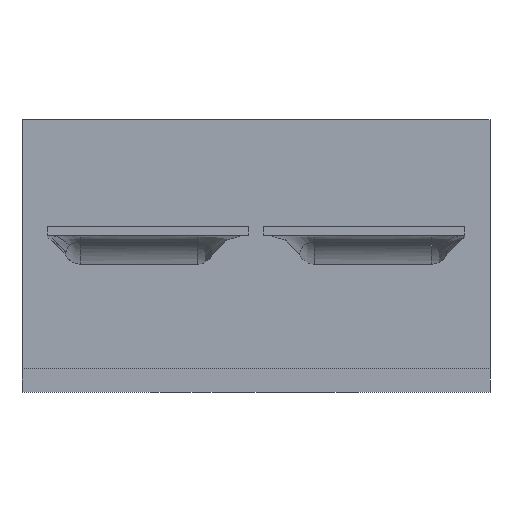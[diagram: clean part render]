
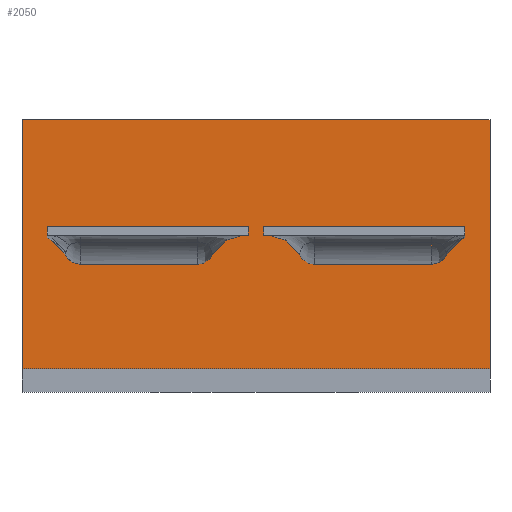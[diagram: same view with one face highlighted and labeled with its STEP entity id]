
A CAD part, left-side view. The second image highlights one B-rep face of the part: STEP entity #2050.
In plain terms, the highlighted planar face has unit normal (-1, 0, 0).
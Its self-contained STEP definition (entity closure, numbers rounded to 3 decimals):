
#154=PLANE('',#2204);
#251=FACE_OUTER_BOUND('',#380,.T.);
#380=EDGE_LOOP('',(#1497,#1498,#1499,#1500));
#496=LINE('',#2764,#701);
#506=LINE('',#2785,#711);
#516=LINE('',#2804,#721);
#523=LINE('',#2823,#728);
#701=VECTOR('',#2320,10.);
#711=VECTOR('',#2340,10.);
#721=VECTOR('',#2354,10.);
#728=VECTOR('',#2377,10.);
#930=VERTEX_POINT('',#2761);
#931=VERTEX_POINT('',#2763);
#937=VERTEX_POINT('',#2784);
#944=VERTEX_POINT('',#2802);
#1129=EDGE_CURVE('',#930,#931,#496,.T.);
#1139=EDGE_CURVE('',#937,#931,#506,.T.);
#1149=EDGE_CURVE('',#944,#937,#516,.T.);
#1158=EDGE_CURVE('',#944,#930,#523,.T.);
#1497=ORIENTED_EDGE('',*,*,#1149,.T.);
#1498=ORIENTED_EDGE('',*,*,#1139,.T.);
#1499=ORIENTED_EDGE('',*,*,#1129,.F.);
#1500=ORIENTED_EDGE('',*,*,#1158,.F.);
#2050=ADVANCED_FACE('',(#251),#154,.T.);
#2204=AXIS2_PLACEMENT_3D('',#2824,#2378,#2379);
#2320=DIRECTION('',(0.,-1.,0.));
#2340=DIRECTION('',(0.,0.,1.));
#2354=DIRECTION('',(0.,-1.,0.));
#2377=DIRECTION('',(0.,0.,1.));
#2378=DIRECTION('center_axis',(-1.,0.,0.));
#2379=DIRECTION('ref_axis',(0.,1.,0.));
#2761=CARTESIAN_POINT('',(-1.6,1.4,0.79));
#2763=CARTESIAN_POINT('',(-1.6,-1.4,0.79));
#2764=CARTESIAN_POINT('',(-1.6,-1.4,0.79));
#2784=CARTESIAN_POINT('',(-1.6,-1.4,-0.7));
#2785=CARTESIAN_POINT('',(-1.6,-1.4,0.));
#2802=CARTESIAN_POINT('',(-1.6,1.4,-0.7));
#2804=CARTESIAN_POINT('',(-1.6,-0.7,-0.7));
#2823=CARTESIAN_POINT('',(-1.6,1.4,0.));
#2824=CARTESIAN_POINT('Origin',(-1.6,-1.4,0.));
